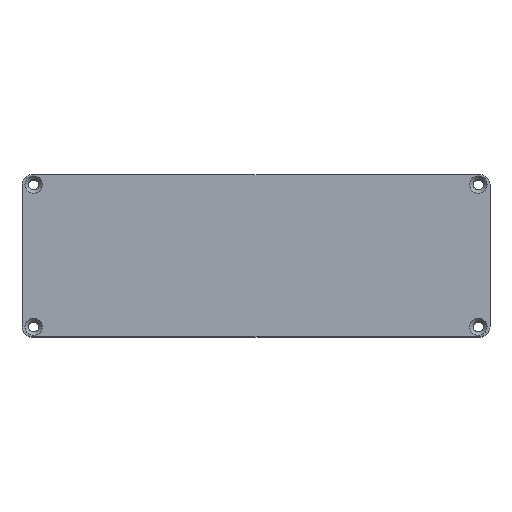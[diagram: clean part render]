
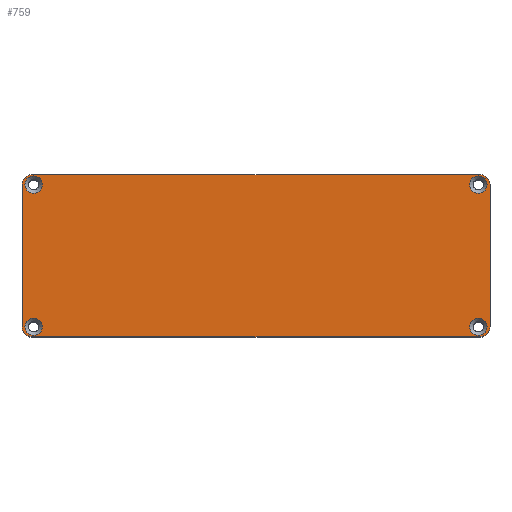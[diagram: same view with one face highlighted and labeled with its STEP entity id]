
A CAD part, top view. The second image highlights one B-rep face of the part: STEP entity #759.
In plain terms, the highlighted planar face has unit normal (0, 0, 1).
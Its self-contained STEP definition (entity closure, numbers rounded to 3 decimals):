
#507 = EDGE_CURVE('',#508,#510,#512,.T.);
#508 = VERTEX_POINT('',#509);
#509 = CARTESIAN_POINT('',(-91.6,0.,83.426));
#510 = VERTEX_POINT('',#511);
#511 = CARTESIAN_POINT('',(91.6,0.,83.426));
#512 = LINE('',#513,#514);
#513 = CARTESIAN_POINT('',(-91.6,0.,83.426));
#514 = VECTOR('',#515,1.);
#515 = DIRECTION('',(1.,0.,0.));
#547 = EDGE_CURVE('',#510,#548,#550,.T.);
#548 = VERTEX_POINT('',#549);
#549 = CARTESIAN_POINT('',(95.5,-3.9,83.426));
#550 = CIRCLE('',#551,3.9);
#551 = AXIS2_PLACEMENT_3D('',#552,#553,#554);
#552 = CARTESIAN_POINT('',(91.6,-3.9,83.426));
#553 = DIRECTION('',(0.,0.,-1.));
#554 = DIRECTION('',(-1.,0.,0.));
#580 = EDGE_CURVE('',#548,#581,#583,.T.);
#581 = VERTEX_POINT('',#582);
#582 = CARTESIAN_POINT('',(95.5,-62.1,83.426));
#583 = LINE('',#584,#585);
#584 = CARTESIAN_POINT('',(95.5,-3.9,83.426));
#585 = VECTOR('',#586,1.);
#586 = DIRECTION('',(0.,-1.,0.));
#611 = EDGE_CURVE('',#581,#612,#614,.T.);
#612 = VERTEX_POINT('',#613);
#613 = CARTESIAN_POINT('',(91.6,-66.,83.426));
#614 = CIRCLE('',#615,3.9);
#615 = AXIS2_PLACEMENT_3D('',#616,#617,#618);
#616 = CARTESIAN_POINT('',(91.6,-62.1,83.426));
#617 = DIRECTION('',(0.,0.,-1.));
#618 = DIRECTION('',(0.,1.,0.));
#644 = EDGE_CURVE('',#612,#645,#647,.T.);
#645 = VERTEX_POINT('',#646);
#646 = CARTESIAN_POINT('',(-91.6,-66.,83.426));
#647 = LINE('',#648,#649);
#648 = CARTESIAN_POINT('',(91.6,-66.,83.426));
#649 = VECTOR('',#650,1.);
#650 = DIRECTION('',(-1.,0.,0.));
#675 = EDGE_CURVE('',#645,#676,#678,.T.);
#676 = VERTEX_POINT('',#677);
#677 = CARTESIAN_POINT('',(-95.5,-62.1,83.426));
#678 = CIRCLE('',#679,3.9);
#679 = AXIS2_PLACEMENT_3D('',#680,#681,#682);
#680 = CARTESIAN_POINT('',(-91.6,-62.1,83.426));
#681 = DIRECTION('',(0.,-0.,-1.));
#682 = DIRECTION('',(1.,0.,0.));
#708 = EDGE_CURVE('',#676,#709,#711,.T.);
#709 = VERTEX_POINT('',#710);
#710 = CARTESIAN_POINT('',(-95.5,-3.9,83.426));
#711 = LINE('',#712,#713);
#712 = CARTESIAN_POINT('',(-95.5,-62.1,83.426));
#713 = VECTOR('',#714,1.);
#714 = DIRECTION('',(0.,1.,0.));
#739 = EDGE_CURVE('',#709,#508,#740,.T.);
#740 = CIRCLE('',#741,3.9);
#741 = AXIS2_PLACEMENT_3D('',#742,#743,#744);
#742 = CARTESIAN_POINT('',(-91.6,-3.9,83.426));
#743 = DIRECTION('',(-0.,-0.,-1.));
#744 = DIRECTION('',(0.,-1.,0.));
#759 = ADVANCED_FACE('',(#760,#770,#790,#810,#830),#850,.T.);
#760 = FACE_BOUND('',#761,.T.);
#761 = EDGE_LOOP('',(#762,#763,#764,#765,#766,#767,#768,#769));
#762 = ORIENTED_EDGE('',*,*,#507,.F.);
#763 = ORIENTED_EDGE('',*,*,#739,.F.);
#764 = ORIENTED_EDGE('',*,*,#708,.F.);
#765 = ORIENTED_EDGE('',*,*,#675,.F.);
#766 = ORIENTED_EDGE('',*,*,#644,.F.);
#767 = ORIENTED_EDGE('',*,*,#611,.F.);
#768 = ORIENTED_EDGE('',*,*,#580,.F.);
#769 = ORIENTED_EDGE('',*,*,#547,.F.);
#770 = FACE_BOUND('',#771,.T.);
#771 = EDGE_LOOP('',(#772,#783));
#772 = ORIENTED_EDGE('',*,*,#773,.T.);
#773 = EDGE_CURVE('',#774,#776,#778,.T.);
#774 = VERTEX_POINT('',#775);
#775 = CARTESIAN_POINT('',(94.294,-62.01,83.426));
#776 = VERTEX_POINT('',#777);
#777 = CARTESIAN_POINT('',(87.207,-62.01,83.426));
#778 = CIRCLE('',#779,3.544);
#779 = AXIS2_PLACEMENT_3D('',#780,#781,#782);
#780 = CARTESIAN_POINT('',(90.75,-62.01,83.426));
#781 = DIRECTION('',(0.,0.,-1.));
#782 = DIRECTION('',(1.,0.,0.));
#783 = ORIENTED_EDGE('',*,*,#784,.T.);
#784 = EDGE_CURVE('',#776,#774,#785,.T.);
#785 = CIRCLE('',#786,3.544);
#786 = AXIS2_PLACEMENT_3D('',#787,#788,#789);
#787 = CARTESIAN_POINT('',(90.75,-62.01,83.426));
#788 = DIRECTION('',(0.,0.,-1.));
#789 = DIRECTION('',(1.,0.,0.));
#790 = FACE_BOUND('',#791,.T.);
#791 = EDGE_LOOP('',(#792,#803));
#792 = ORIENTED_EDGE('',*,*,#793,.T.);
#793 = EDGE_CURVE('',#794,#796,#798,.T.);
#794 = VERTEX_POINT('',#795);
#795 = CARTESIAN_POINT('',(-87.207,-3.99,83.426));
#796 = VERTEX_POINT('',#797);
#797 = CARTESIAN_POINT('',(-94.294,-3.99,83.426));
#798 = CIRCLE('',#799,3.544);
#799 = AXIS2_PLACEMENT_3D('',#800,#801,#802);
#800 = CARTESIAN_POINT('',(-90.75,-3.99,83.426));
#801 = DIRECTION('',(0.,0.,-1.));
#802 = DIRECTION('',(1.,0.,0.));
#803 = ORIENTED_EDGE('',*,*,#804,.T.);
#804 = EDGE_CURVE('',#796,#794,#805,.T.);
#805 = CIRCLE('',#806,3.544);
#806 = AXIS2_PLACEMENT_3D('',#807,#808,#809);
#807 = CARTESIAN_POINT('',(-90.75,-3.99,83.426));
#808 = DIRECTION('',(0.,0.,-1.));
#809 = DIRECTION('',(1.,0.,0.));
#810 = FACE_BOUND('',#811,.T.);
#811 = EDGE_LOOP('',(#812,#823));
#812 = ORIENTED_EDGE('',*,*,#813,.T.);
#813 = EDGE_CURVE('',#814,#816,#818,.T.);
#814 = VERTEX_POINT('',#815);
#815 = CARTESIAN_POINT('',(94.294,-3.99,83.426));
#816 = VERTEX_POINT('',#817);
#817 = CARTESIAN_POINT('',(87.207,-3.99,83.426));
#818 = CIRCLE('',#819,3.544);
#819 = AXIS2_PLACEMENT_3D('',#820,#821,#822);
#820 = CARTESIAN_POINT('',(90.75,-3.99,83.426));
#821 = DIRECTION('',(0.,0.,-1.));
#822 = DIRECTION('',(1.,0.,0.));
#823 = ORIENTED_EDGE('',*,*,#824,.T.);
#824 = EDGE_CURVE('',#816,#814,#825,.T.);
#825 = CIRCLE('',#826,3.544);
#826 = AXIS2_PLACEMENT_3D('',#827,#828,#829);
#827 = CARTESIAN_POINT('',(90.75,-3.99,83.426));
#828 = DIRECTION('',(0.,0.,-1.));
#829 = DIRECTION('',(1.,0.,0.));
#830 = FACE_BOUND('',#831,.T.);
#831 = EDGE_LOOP('',(#832,#843));
#832 = ORIENTED_EDGE('',*,*,#833,.T.);
#833 = EDGE_CURVE('',#834,#836,#838,.T.);
#834 = VERTEX_POINT('',#835);
#835 = CARTESIAN_POINT('',(-87.207,-62.01,83.426));
#836 = VERTEX_POINT('',#837);
#837 = CARTESIAN_POINT('',(-94.294,-62.01,83.426));
#838 = CIRCLE('',#839,3.544);
#839 = AXIS2_PLACEMENT_3D('',#840,#841,#842);
#840 = CARTESIAN_POINT('',(-90.75,-62.01,83.426));
#841 = DIRECTION('',(0.,0.,-1.));
#842 = DIRECTION('',(1.,0.,0.));
#843 = ORIENTED_EDGE('',*,*,#844,.T.);
#844 = EDGE_CURVE('',#836,#834,#845,.T.);
#845 = CIRCLE('',#846,3.544);
#846 = AXIS2_PLACEMENT_3D('',#847,#848,#849);
#847 = CARTESIAN_POINT('',(-90.75,-62.01,83.426));
#848 = DIRECTION('',(0.,0.,-1.));
#849 = DIRECTION('',(1.,0.,0.));
#850 = PLANE('',#851);
#851 = AXIS2_PLACEMENT_3D('',#852,#853,#854);
#852 = CARTESIAN_POINT('',(0.,-33.,83.426));
#853 = DIRECTION('',(0.,0.,1.));
#854 = DIRECTION('',(1.,0.,0.));
